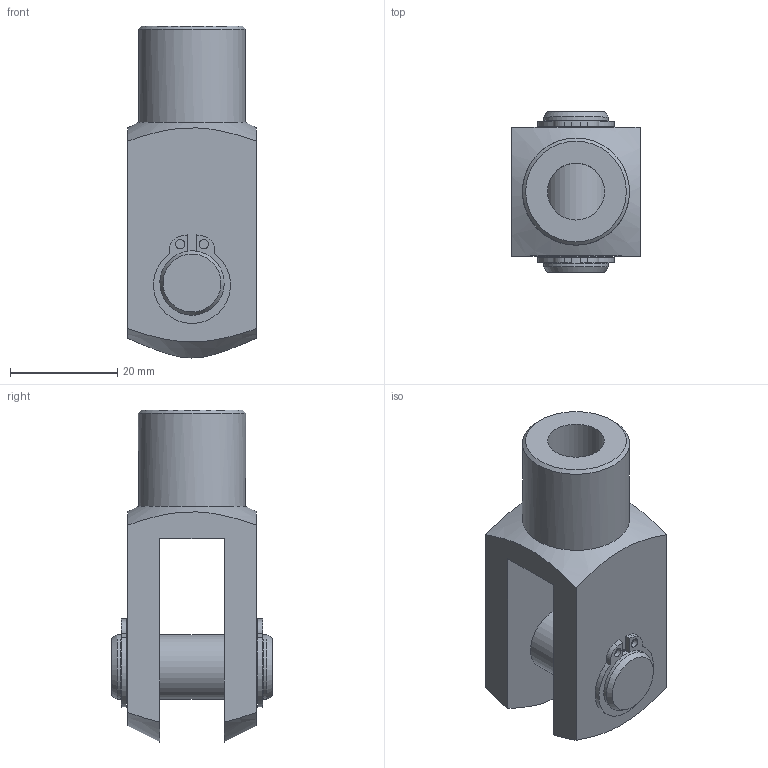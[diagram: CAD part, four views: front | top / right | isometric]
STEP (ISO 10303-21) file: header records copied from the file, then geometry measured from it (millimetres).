
FILE_DESCRIPTION(/* description */ (''),/* implementation_level */ '2;1');
FILE_NAME(/* name */ 'CAD_69548.stp',/* time_stamp */ '2016-06-03T12:00:05+02:00',/* author */ ('Hypex'),/* organization */ ('Hypex'),/* preprocessor_version */ 'ST-DEVELOPER v16.1',/* originating_system */ 'Autodesk Inventor 2016',/* authorisation */ '');
FILE_SCHEMA (('AUTOMOTIVE_DESIGN { 1 0 10303 214 3 1 1 }'));
Length unit declared in the file: millimetre
Products named in the file (1): CAD_69548
Bounding box: 24 x 30 x 62 mm (x, y, z)
Volume: 18990.6 mm3; surface area: 8285.3 mm2
Topology: 1 solids, 1 shells, 55 faces, 146 edges, 97 vertices
Faces by surface type: plane 30, cylinder 19, cone 6
Full cylindrical faces by diameter (mm): 1.7 x4, 10.647 x1, 11.5 x2, 12 x5, 20 x1
Entity records: 1645 total; most frequent: CARTESIAN_POINT 290, DIRECTION 262, ORIENTED_EDGE 238, EDGE_CURVE 119, AXIS2_PLACEMENT_3D 101, EDGE_LOOP 88, VERTEX_POINT 87, LINE 60
